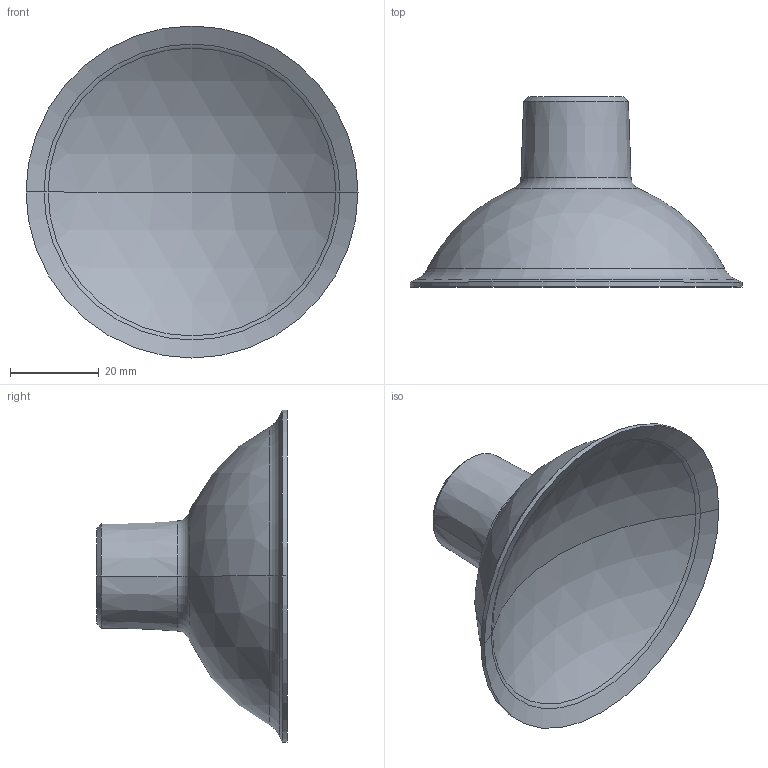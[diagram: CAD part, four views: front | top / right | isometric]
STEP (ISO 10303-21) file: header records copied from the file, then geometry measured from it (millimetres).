
FILE_DESCRIPTION (( 'STEP AP214' ), '1' );
FILE_NAME ('963 Rub. Suction Cap Black 14mm Hole.STEP', '2023-08-07T08:15:15', ( '' ), ( '' ), 'SwSTEP 2.0', 'SolidWorks 2023', '' );
FILE_SCHEMA (( 'AUTOMOTIVE_DESIGN' ));
Length unit declared in the file: millimetre
Products named in the file (1): 963 Rub. Suction Cap Black 14mm Hole
Bounding box: 75 x 43 x 75 mm (x, y, z)
Volume: 36745.2 mm3; surface area: 13464.7 mm2
Topology: 1 solids, 1 shells, 24 faces, 46 edges, 25 vertices
Faces by surface type: cone 8, torus 6, cylinder 4, sphere 4, plane 2
Entity records: 631 total; most frequent: DIRECTION 130, CARTESIAN_POINT 96, ORIENTED_EDGE 92, AXIS2_PLACEMENT_3D 59, EDGE_CURVE 46, CIRCLE 34, EDGE_LOOP 25, VERTEX_POINT 25
